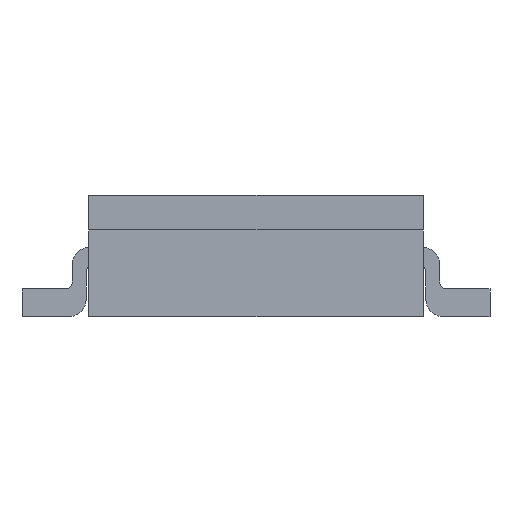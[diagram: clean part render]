
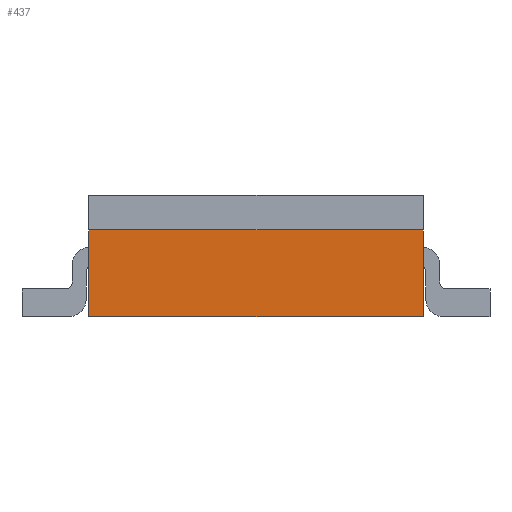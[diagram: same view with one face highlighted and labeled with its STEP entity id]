
A CAD part, left-side view. The second image highlights one B-rep face of the part: STEP entity #437.
In plain terms, the highlighted planar face has unit normal (-1, 0, 0).
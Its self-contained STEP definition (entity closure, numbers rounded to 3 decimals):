
#437 = ADVANCED_FACE( '', ( #842 ), #843, .T. );
#842 = FACE_OUTER_BOUND( '', #1237, .T. );
#843 = PLANE( '', #1238 );
#1237 = EDGE_LOOP( '', ( #2535, #2536, #2537, #2538 ) );
#1238 = AXIS2_PLACEMENT_3D( '', #2539, #2540, #2541 );
#2535 = ORIENTED_EDGE( '', *, *, #2625, .F. );
#2536 = ORIENTED_EDGE( '', *, *, #2818, .F. );
#2537 = ORIENTED_EDGE( '', *, *, #2620, .T. );
#2538 = ORIENTED_EDGE( '', *, *, #2830, .T. );
#2539 = CARTESIAN_POINT( '', ( -6.825, 4.825, -2.5 ) );
#2540 = DIRECTION( '', ( -1., 0., 0. ) );
#2541 = DIRECTION( '', ( 0., 0., 1. ) );
#2620 = EDGE_CURVE( '', #3101, #3102, #3103, .T. );
#2625 = EDGE_CURVE( '', #3110, #3111, #3112, .T. );
#2818 = EDGE_CURVE( '', #3101, #3110, #3417, .T. );
#2830 = EDGE_CURVE( '', #3102, #3111, #3433, .T. );
#3101 = VERTEX_POINT( '', #3945 );
#3102 = VERTEX_POINT( '', #3946 );
#3103 = LINE( '', #3947, #3948 );
#3110 = VERTEX_POINT( '', #3958 );
#3111 = VERTEX_POINT( '', #3959 );
#3112 = LINE( '', #3960, #3961 );
#3417 = LINE( '', #4638, #4639 );
#3433 = LINE( '', #4662, #4663 );
#3945 = CARTESIAN_POINT( '', ( -6.825, 4.825, -2.5 ) );
#3946 = CARTESIAN_POINT( '', ( -6.825, -4.825, -2.5 ) );
#3947 = CARTESIAN_POINT( '', ( -6.825, 4.825, -2.5 ) );
#3948 = VECTOR( '', #5087, 1000. );
#3958 = CARTESIAN_POINT( '', ( -6.825, 4.825, 0. ) );
#3959 = CARTESIAN_POINT( '', ( -6.825, -4.825, 0. ) );
#3960 = CARTESIAN_POINT( '', ( -6.825, 4.825, 0. ) );
#3961 = VECTOR( '', #5091, 1000. );
#4638 = CARTESIAN_POINT( '', ( -6.825, 4.825, -2.5 ) );
#4639 = VECTOR( '', #5218, 1000. );
#4662 = CARTESIAN_POINT( '', ( -6.825, -4.825, -2.5 ) );
#4663 = VECTOR( '', #5223, 1000. );
#5087 = DIRECTION( '', ( 0., -1., 0. ) );
#5091 = DIRECTION( '', ( 0., -1., 0. ) );
#5218 = DIRECTION( '', ( 0., 0., 1. ) );
#5223 = DIRECTION( '', ( 0., 0., 1. ) );
